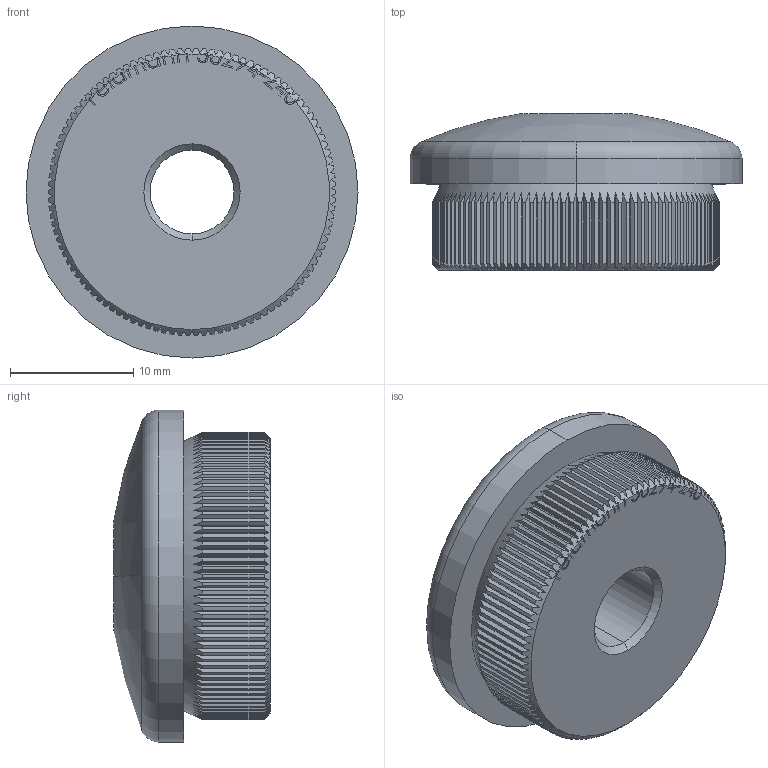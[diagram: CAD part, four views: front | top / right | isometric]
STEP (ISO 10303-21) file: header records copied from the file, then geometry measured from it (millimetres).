
FILE_DESCRIPTION (( 'STEP AP203' ), '1' );
FILE_NAME ('50288-240-26.step', '2018-10-25T11:46:15', ( '' ), ( '' ), 'SwSTEP 2.0', 'SolidWorks 2015', '' );
FILE_SCHEMA (( 'CONFIG_CONTROL_DESIGN' ));
Length unit declared in the file: millimetre
Products named in the file (1): 50288-240-26
Bounding box: 26.9 x 12.7 x 26.9 mm (x, y, z)
Volume: 4971.8 mm3; surface area: 2375.4 mm2
Topology: 1 solids, 1 shells, 529 faces, 1565 edges, 1040 vertices
Faces by surface type: plane 332, cylinder 114, bspline 71, cone 8, torus 2, sphere 2
Entity records: 20744 total; most frequent: CARTESIAN_POINT 7708, ORIENTED_EDGE 3130, DIRECTION 2146, EDGE_CURVE 1565, VERTEX_POINT 1040, AXIS2_PLACEMENT_3D 761, B_SPLINE_CURVE_WITH_KNOTS 639, LINE 624
